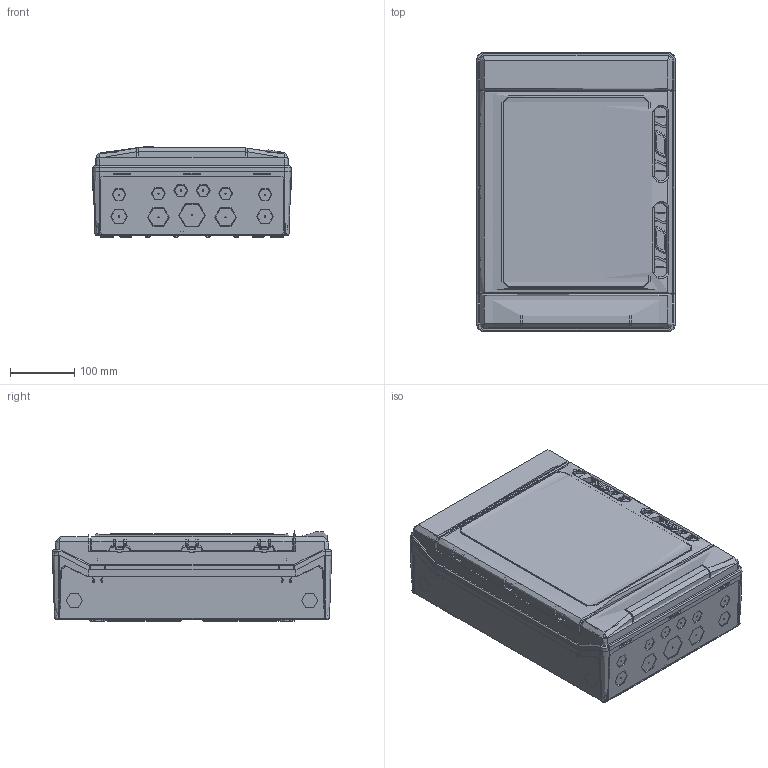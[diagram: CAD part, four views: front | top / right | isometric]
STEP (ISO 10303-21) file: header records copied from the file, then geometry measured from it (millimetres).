
FILE_DESCRIPTION((''),'2;1');
FILE_NAME('MODAB242PN','2018-01-05T',('antti_kumpulainen'),(''),'CREO PARAMETRIC BY PTC INC, 2015290','CREO PARAMETRIC BY PTC INC, 2015290','');
FILE_SCHEMA(('AUTOMOTIVE_DESIGN { 1 0 10303 214 1 1 1 1 }'));
Length unit declared in the file: millimetre
Products named in the file (1): MODAB242PN
Bounding box: 309.69 x 436.2 x 141.78 mm (x, y, z)
Volume: 4350.8 mm3
Topology: 4 solids, 45 shells, 8336 faces, 21144 edges, 12679 vertices
Faces by surface type: plane 2808, cylinder 2170, bspline 1631, cone 914, torus 549, sphere 218, extrusion 46
Full cylindrical faces by diameter (mm): 2 x4, 4 x1
Entity records: 454766 total; most frequent: CARTESIAN_POINT 149331, ORIENTED_EDGE 41197, DIRECTION 33713, PRESENTATION_STYLE_ASSIGNMENT 29178, STYLED_ITEM 20876, CURVE_STYLE 20831, EDGE_CURVE 20801, VERTEX_POINT 12683
